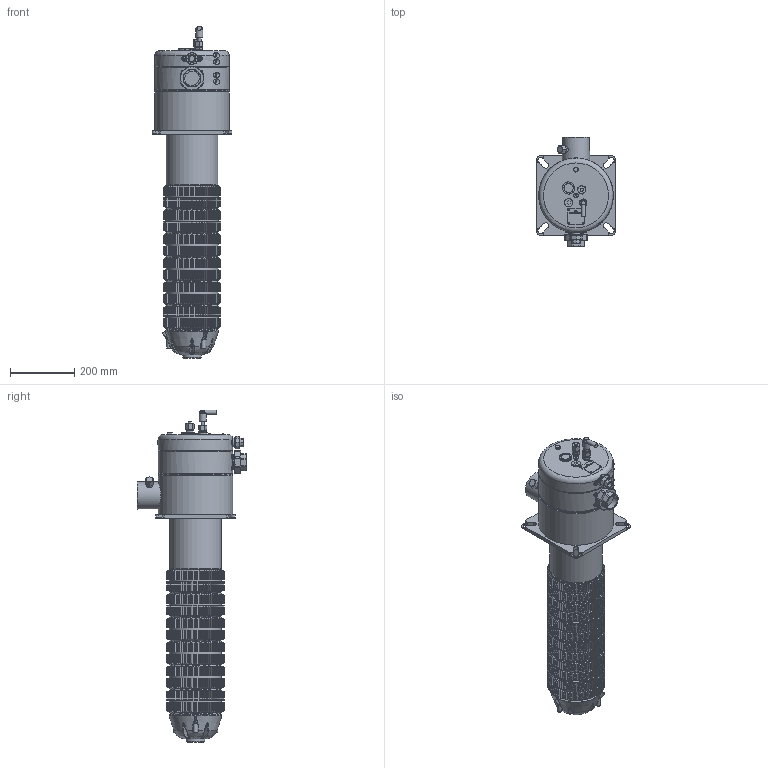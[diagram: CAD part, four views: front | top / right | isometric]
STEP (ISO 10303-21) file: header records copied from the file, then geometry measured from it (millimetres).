
FILE_DESCRIPTION(/* description */ (''),/* implementation_level */ '2;1');
FILE_NAME(/* name */ 'CAD00011404_Shrinkwrap_1.stp',/* time_stamp */ '2019-06-17T15:17:18+02:00',/* author */ ('s.wolff'),/* organization */ (''),/* preprocessor_version */ 'ST-DEVELOPER v17.2',/* originating_system */ 'Autodesk Inventor 2019',/* authorisation */ '');
FILE_SCHEMA (('AUTOMOTIVE_DESIGN { 1 0 10303 214 3 1 1 }'));
Products named in the file (1): CAD00011404_Shrinkwrap_1
Bounding box: 248 x 340.49 x 1033.4 mm (x, y, z)
Volume: 24983381.8 mm3; surface area: 1320405.8 mm2
Topology: 3 solids, 3 shells, 6384 faces, 16286 edges, 10795 vertices
Faces by surface type: plane 4617, cone 1040, bspline 378, cylinder 302, torus 39, sphere 8
Full cylindrical faces by diameter (mm): 0.5 x1, 4.5 x1, 5 x4, 9 x5, 10 x9, 11.4 x1, 13 x2, 13.4 x1, 14 x2, 15 x1, 15.6 x1, 16.6 x1, 17 x4, 17.6 x1, 18.631 x1, 21.5 x1, 21.8 x1, 22 x1, 25.9 x1, 26 x1, 28 x1, 29.5 x1, 30 x1, 35.9 x1, 38 x1, 40 x1, 44.5 x2, 44.845 x1, 48 x1, 50 x1
Entity records: 203130 total; most frequent: CARTESIAN_POINT 49382, ORIENTED_EDGE 32544, DIRECTION 28095, EDGE_CURVE 16272, VERTEX_POINT 10796, AXIS2_PLACEMENT_3D 9517, LINE 9061, VECTOR 9061
